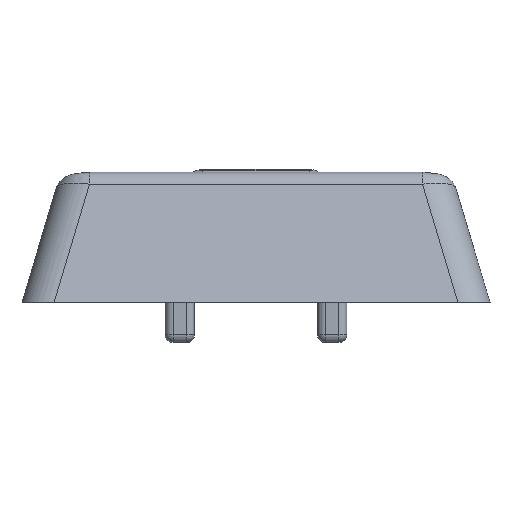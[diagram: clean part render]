
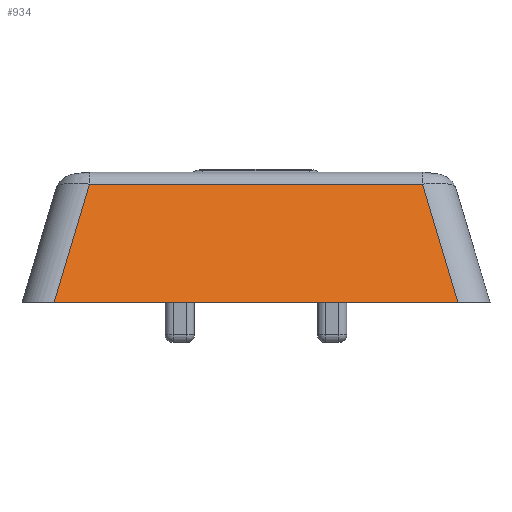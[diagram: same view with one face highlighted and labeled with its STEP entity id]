
A CAD part, front view. The second image highlights one B-rep face of the part: STEP entity #934.
In plain terms, the highlighted planar face has unit normal (0, -0.958, 0.287).
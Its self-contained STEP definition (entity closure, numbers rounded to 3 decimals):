
#758=CARTESIAN_POINT('',(28.447,-168.25,-2.5));
#759=VERTEX_POINT('',#758);
#760=CARTESIAN_POINT('',(43.553,-168.25,-2.5));
#761=VERTEX_POINT('',#760);
#762=CARTESIAN_POINT('',(28.447,-168.25,-2.5));
#763=DIRECTION('',(1.,-0.,-0.));
#764=VECTOR('',#763,15.105);
#765=LINE('',#762,#764);
#766=EDGE_CURVE('',#759,#761,#765,.T.);
#904=CARTESIAN_POINT('',(36.,-167.569,-0.229));
#905=DIRECTION('',(-0.,-0.958,0.287));
#906=DIRECTION('',(0.,-0.287,-0.958));
#907=AXIS2_PLACEMENT_3D('',#904,#905,#906);
#908=PLANE('',#907);
#909=CARTESIAN_POINT('',(42.227,-166.924,1.921));
#910=VERTEX_POINT('',#909);
#911=CARTESIAN_POINT('',(43.553,-168.25,-2.5));
#912=DIRECTION('',(-0.276,0.276,0.921));
#913=VECTOR('',#912,4.802);
#914=LINE('',#911,#913);
#915=EDGE_CURVE('',#761,#910,#914,.T.);
#916=ORIENTED_EDGE('',*,*,#915,.T.);
#917=CARTESIAN_POINT('',(29.773,-166.924,1.921));
#918=VERTEX_POINT('',#917);
#919=CARTESIAN_POINT('',(42.227,-166.924,1.921));
#920=DIRECTION('',(-1.,0.,-0.));
#921=VECTOR('',#920,12.453);
#922=LINE('',#919,#921);
#923=EDGE_CURVE('',#910,#918,#922,.T.);
#924=ORIENTED_EDGE('',*,*,#923,.T.);
#925=CARTESIAN_POINT('',(29.773,-166.924,1.921));
#926=DIRECTION('',(-0.276,-0.276,-0.921));
#927=VECTOR('',#926,4.802);
#928=LINE('',#925,#927);
#929=EDGE_CURVE('',#918,#759,#928,.T.);
#930=ORIENTED_EDGE('',*,*,#929,.T.);
#931=ORIENTED_EDGE('',*,*,#766,.T.);
#932=EDGE_LOOP('',(#916,#924,#930,#931));
#933=FACE_BOUND('',#932,.T.);
#934=ADVANCED_FACE('',(#933),#908,.T.);
